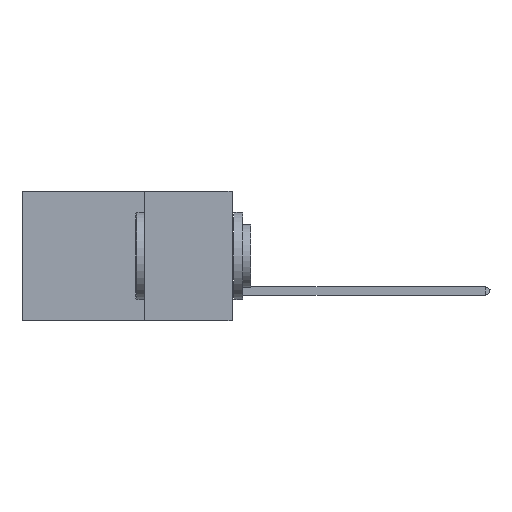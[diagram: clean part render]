
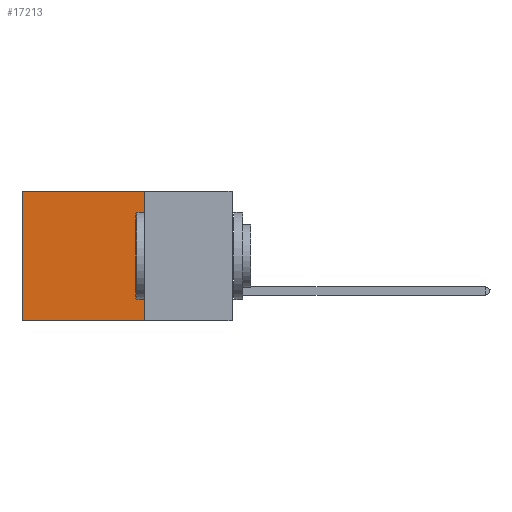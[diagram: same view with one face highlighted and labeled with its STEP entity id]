
A CAD part, left-side view. The second image highlights one B-rep face of the part: STEP entity #17213.
In plain terms, the highlighted planar face has unit normal (-1, 0, 0).
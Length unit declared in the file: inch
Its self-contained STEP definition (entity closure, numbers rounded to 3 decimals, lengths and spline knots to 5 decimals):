
#1549 = LINE ( 'NONE', #22224, #16376 ) ;
#1887 = CARTESIAN_POINT ( 'NONE',  ( 0.2875, 0.25, 0. ) ) ;
#2365 = LINE ( 'NONE', #10954, #28864 ) ;
#2506 = VECTOR ( 'NONE', #27130, 39.37008 ) ;
#2984 = AXIS2_PLACEMENT_3D ( 'NONE', #36834, #33829, #5278 ) ;
#3180 = EDGE_CURVE ( 'NONE', #7907, #21597, #22003, .T. ) ;
#5278 = DIRECTION ( 'NONE',  ( 0., 0., -1. ) ) ;
#5362 = EDGE_CURVE ( 'NONE', #17212, #7907, #1549, .T. ) ;
#7667 = PLANE ( 'NONE',  #2984 ) ;
#7907 = VERTEX_POINT ( 'NONE', #30650 ) ;
#8743 = CARTESIAN_POINT ( 'NONE',  ( 0.2875, 0.6, 0. ) ) ;
#9092 = EDGE_LOOP ( 'NONE', ( #25774, #21635, #26446, #31158 ) ) ;
#9525 = EDGE_CURVE ( 'NONE', #36612, #21597, #27698, .T. ) ;
#10954 = CARTESIAN_POINT ( 'NONE',  ( 0.2875, 0.25, 0. ) ) ;
#11549 = FACE_OUTER_BOUND ( 'NONE', #9092, .T. ) ;
#13834 = DIRECTION ( 'NONE',  ( 0., 0., -1. ) ) ;
#15166 = VECTOR ( 'NONE', #34875, 39.37008 ) ;
#16272 = DIRECTION ( 'NONE',  ( 0., 1., 0. ) ) ;
#16376 = VECTOR ( 'NONE', #16272, 39.37008 ) ;
#16681 = CARTESIAN_POINT ( 'NONE',  ( 0.2875, 0.6, -0.37 ) ) ;
#17212 = VERTEX_POINT ( 'NONE', #1887 ) ;
#17213 = ADVANCED_FACE ( 'NONE', ( #11549 ), #7667, .F. ) ;
#21597 = VERTEX_POINT ( 'NONE', #16681 ) ;
#21635 = ORIENTED_EDGE ( 'NONE', *, *, #9525, .F. ) ;
#22003 = LINE ( 'NONE', #8743, #15166 ) ;
#22224 = CARTESIAN_POINT ( 'NONE',  ( 0.2875, 0.25, 0. ) ) ;
#23131 = EDGE_CURVE ( 'NONE', #17212, #36612, #2365, .T. ) ;
#25774 = ORIENTED_EDGE ( 'NONE', *, *, #3180, .T. ) ;
#26446 = ORIENTED_EDGE ( 'NONE', *, *, #23131, .F. ) ;
#27130 = DIRECTION ( 'NONE',  ( 0., 1., 0. ) ) ;
#27698 = LINE ( 'NONE', #30407, #2506 ) ;
#28864 = VECTOR ( 'NONE', #13834, 39.37008 ) ;
#30407 = CARTESIAN_POINT ( 'NONE',  ( 0.2875, 0.25, -0.37 ) ) ;
#30650 = CARTESIAN_POINT ( 'NONE',  ( 0.2875, 0.6, 0. ) ) ;
#31158 = ORIENTED_EDGE ( 'NONE', *, *, #5362, .T. ) ;
#33829 = DIRECTION ( 'NONE',  ( 1., 0., 0. ) ) ;
#34875 = DIRECTION ( 'NONE',  ( 0., 0., -1. ) ) ;
#36612 = VERTEX_POINT ( 'NONE', #36734 ) ;
#36734 = CARTESIAN_POINT ( 'NONE',  ( 0.2875, 0.25, -0.37 ) ) ;
#36834 = CARTESIAN_POINT ( 'NONE',  ( 0.2875, 0.25, 0. ) ) ;
